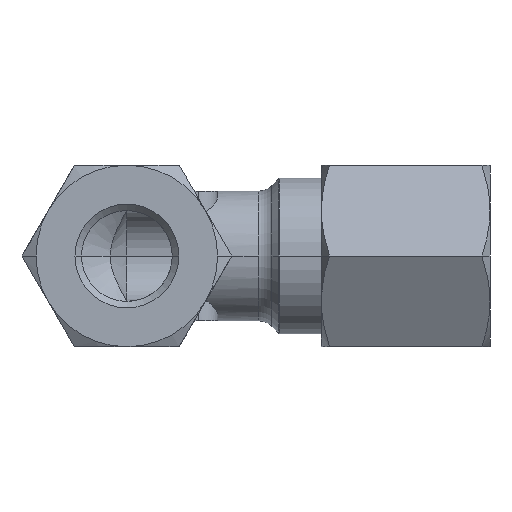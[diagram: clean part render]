
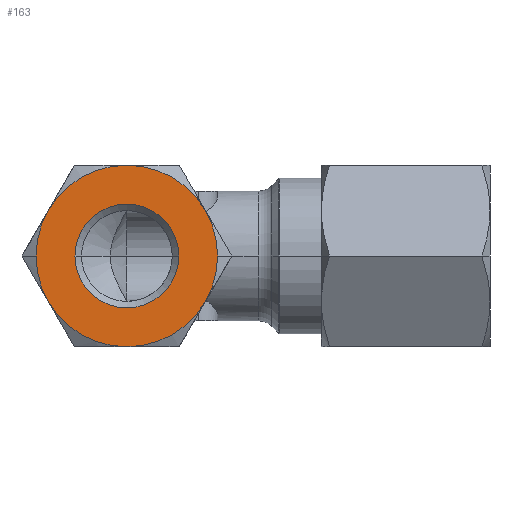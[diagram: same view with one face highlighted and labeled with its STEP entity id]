
A CAD part, front view. The second image highlights one B-rep face of the part: STEP entity #163.
In plain terms, the highlighted planar face has unit normal (0, -1, 0).
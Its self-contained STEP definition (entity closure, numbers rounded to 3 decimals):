
#163=ADVANCED_FACE('',(#410,#411),#412,.F.);
#410=FACE_BOUND('',#668,.T.);
#411=FACE_OUTER_BOUND('',#669,.T.);
#412=PLANE('',#670);
#668=EDGE_LOOP('',(#1597,#1598));
#669=EDGE_LOOP('',(#1599,#1600,#1601,#1602,#1603,#1604,#1605,#1606));
#670=AXIS2_PLACEMENT_3D('',#1607,#1608,#1609);
#1597=ORIENTED_EDGE('',*,*,#1816,.T.);
#1598=ORIENTED_EDGE('',*,*,#1812,.T.);
#1599=ORIENTED_EDGE('',*,*,#1855,.F.);
#1600=ORIENTED_EDGE('',*,*,#1768,.F.);
#1601=ORIENTED_EDGE('',*,*,#1858,.F.);
#1602=ORIENTED_EDGE('',*,*,#1860,.F.);
#1603=ORIENTED_EDGE('',*,*,#1864,.F.);
#1604=ORIENTED_EDGE('',*,*,#1865,.F.);
#1605=ORIENTED_EDGE('',*,*,#1766,.F.);
#1606=ORIENTED_EDGE('',*,*,#1869,.F.);
#1607=CARTESIAN_POINT('',(0.0,-28.0,0.0));
#1608=DIRECTION('',(0.0,1.0,-0.0));
#1609=DIRECTION('',(-0.0,0.0,1.0));
#1766=EDGE_CURVE('',#2145,#2143,#2147,.T.);
#1768=EDGE_CURVE('',#2148,#2151,#2152,.T.);
#1812=EDGE_CURVE('',#2225,#2227,#2229,.T.);
#1816=EDGE_CURVE('',#2227,#2225,#2234,.T.);
#1855=EDGE_CURVE('',#2151,#2289,#2290,.T.);
#1858=EDGE_CURVE('',#2292,#2148,#2294,.T.);
#1860=EDGE_CURVE('',#2296,#2292,#2298,.T.);
#1864=EDGE_CURVE('',#2302,#2296,#2304,.T.);
#1865=EDGE_CURVE('',#2143,#2302,#2305,.T.);
#1869=EDGE_CURVE('',#2289,#2145,#2310,.T.);
#2143=VERTEX_POINT('',#2886);
#2145=VERTEX_POINT('',#2889);
#2147=CIRCLE('',#2902,7.0);
#2148=VERTEX_POINT('',#2903);
#2151=VERTEX_POINT('',#2907);
#2152=CIRCLE('',#2908,7.0);
#2225=VERTEX_POINT('',#3148);
#2227=VERTEX_POINT('',#3151);
#2229=CIRCLE('',#3154,4.0);
#2234=CIRCLE('',#3185,4.0);
#2289=VERTEX_POINT('',#3416);
#2290=CIRCLE('',#3417,7.0);
#2292=VERTEX_POINT('',#3430);
#2294=CIRCLE('',#3443,7.0);
#2296=VERTEX_POINT('',#3445);
#2298=CIRCLE('',#3458,7.0);
#2302=VERTEX_POINT('',#3484);
#2304=CIRCLE('',#3497,7.0);
#2305=CIRCLE('',#3498,7.0);
#2310=CIRCLE('',#3536,7.0);
#2886=CARTESIAN_POINT('',(-7.0,-28.0,0.));
#2889=CARTESIAN_POINT('',(-6.062,-28.0,-3.5));
#2902=AXIS2_PLACEMENT_3D('',#4227,#4228,#4229);
#2903=CARTESIAN_POINT('',(7.0,-28.0,0.));
#2907=CARTESIAN_POINT('',(6.062,-28.0,-3.5));
#2908=AXIS2_PLACEMENT_3D('',#4231,#4232,#4233);
#3148=CARTESIAN_POINT('',(-4.0,-28.0,0.));
#3151=CARTESIAN_POINT('',(4.0,-28.0,0.));
#3154=AXIS2_PLACEMENT_3D('',#4300,#4301,#4302);
#3185=AXIS2_PLACEMENT_3D('',#4307,#4308,#4309);
#3416=CARTESIAN_POINT('',(0.,-28.0,-7.0));
#3417=AXIS2_PLACEMENT_3D('',#4377,#4378,#4379);
#3430=CARTESIAN_POINT('',(6.062,-28.0,3.5));
#3443=AXIS2_PLACEMENT_3D('',#4380,#4381,#4382);
#3445=CARTESIAN_POINT('',(0.,-28.0,7.0));
#3458=AXIS2_PLACEMENT_3D('',#4383,#4384,#4385);
#3484=CARTESIAN_POINT('',(-6.062,-28.0,3.5));
#3497=AXIS2_PLACEMENT_3D('',#4386,#4387,#4388);
#3498=AXIS2_PLACEMENT_3D('',#4389,#4390,#4391);
#3536=AXIS2_PLACEMENT_3D('',#4392,#4393,#4394);
#4227=CARTESIAN_POINT('',(0.,-28.0,0.0));
#4228=DIRECTION('',(0.,1.0,0.0));
#4229=DIRECTION('',(-1.0,0.,0.0));
#4231=CARTESIAN_POINT('',(0.,-28.0,0.0));
#4232=DIRECTION('',(0.,1.0,0.0));
#4233=DIRECTION('',(-1.0,0.,0.0));
#4300=CARTESIAN_POINT('',(0.,-28.0,0.0));
#4301=DIRECTION('',(0.0,1.0,-0.0));
#4302=DIRECTION('',(-1.0,0.0,0.0));
#4307=CARTESIAN_POINT('',(0.,-28.0,0.0));
#4308=DIRECTION('',(0.0,1.0,-0.0));
#4309=DIRECTION('',(-1.0,0.0,0.0));
#4377=CARTESIAN_POINT('',(0.,-28.0,0.0));
#4378=DIRECTION('',(0.,1.0,0.0));
#4379=DIRECTION('',(-1.0,0.,0.0));
#4380=CARTESIAN_POINT('',(0.,-28.0,0.0));
#4381=DIRECTION('',(0.,1.0,0.0));
#4382=DIRECTION('',(-1.0,0.,0.0));
#4383=CARTESIAN_POINT('',(0.,-28.0,0.0));
#4384=DIRECTION('',(0.,1.0,0.0));
#4385=DIRECTION('',(-1.0,0.,0.0));
#4386=CARTESIAN_POINT('',(0.,-28.0,0.0));
#4387=DIRECTION('',(0.,1.0,0.0));
#4388=DIRECTION('',(-1.0,0.,0.0));
#4389=CARTESIAN_POINT('',(0.,-28.0,0.0));
#4390=DIRECTION('',(0.,1.0,0.0));
#4391=DIRECTION('',(-1.0,0.,0.0));
#4392=CARTESIAN_POINT('',(0.,-28.0,0.0));
#4393=DIRECTION('',(0.,1.0,0.0));
#4394=DIRECTION('',(-1.0,0.,0.0));
